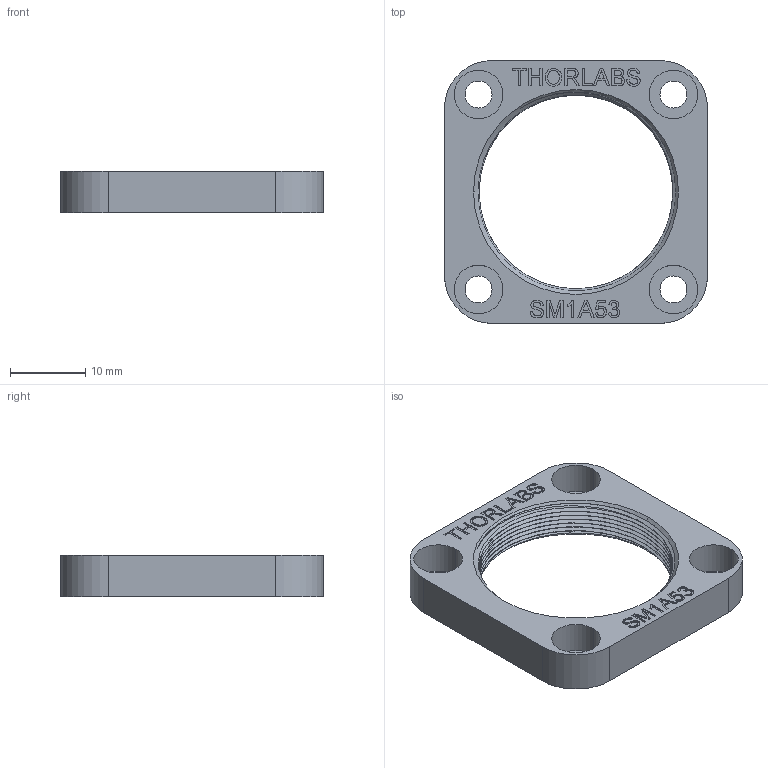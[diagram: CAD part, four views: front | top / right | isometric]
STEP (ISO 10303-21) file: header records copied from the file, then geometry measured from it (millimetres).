
FILE_DESCRIPTION (( 'STEP AP203' ), '1' );
FILE_NAME ('ITN000618-E0W.STEP', '2015-02-17T15:23:34', ( 'mscardigno' ), ( '' ), 'SwSTEP 2.0', 'SolidWorks 2012', '' );
FILE_SCHEMA (( 'CONFIG_CONTROL_DESIGN' ));
Length unit declared in the file: inch
Products named in the file (1): ITN000618-E0W
Bounding box: 35.05 x 35.05 x 5.56 mm (x, y, z)
Volume: 2969.7 mm3; surface area: 3128 mm2
Topology: 1 solids, 1 shells, 265 faces, 708 edges, 469 vertices
Faces by surface type: plane 130, bspline 87, cylinder 34, cone 14
Entity records: 14030 total; most frequent: CARTESIAN_POINT 7958, ORIENTED_EDGE 1416, DIRECTION 912, EDGE_CURVE 708, VERTEX_POINT 469, LINE 444, VECTOR 444, EDGE_LOOP 299
